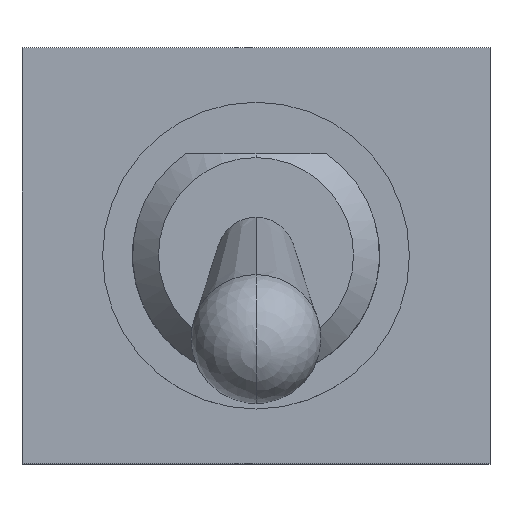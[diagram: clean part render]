
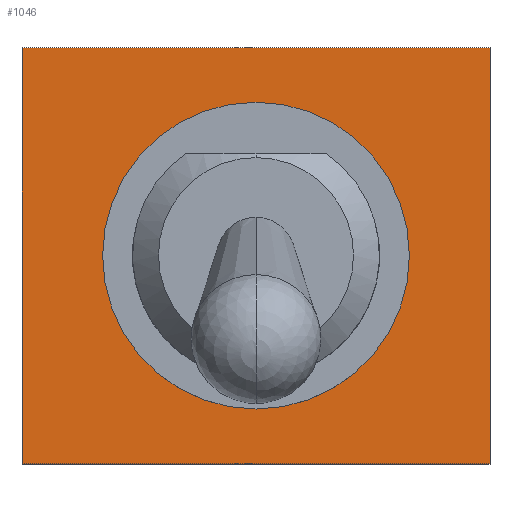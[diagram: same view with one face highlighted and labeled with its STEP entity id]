
A CAD part, top view. The second image highlights one B-rep face of the part: STEP entity #1046.
In plain terms, the highlighted planar face has unit normal (0, 0, 1).
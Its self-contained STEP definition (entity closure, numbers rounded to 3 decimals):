
#103=CARTESIAN_POINT('',(0.,0.,-13.716));
#104=DIRECTION('',(0.,0.,-1.));
#105=DIRECTION('',(1.,0.,0.));
#106=AXIS2_PLACEMENT_3D('',#103,#104,#105);
#108=CARTESIAN_POINT('',(0.,0.,-13.716));
#109=DIRECTION('',(0.,0.,-1.));
#110=DIRECTION('',(-1.,0.,0.));
#111=AXIS2_PLACEMENT_3D('',#108,#109,#110);
#113=DIRECTION('',(1.,0.,0.));
#114=VECTOR('',#113,9.144);
#115=CARTESIAN_POINT('',(-4.572,4.064,-13.716));
#116=LINE('',#115,#114);
#121=DIRECTION('',(0.,1.,0.));
#122=VECTOR('',#121,8.128);
#123=CARTESIAN_POINT('',(-4.572,-4.064,-13.716));
#124=LINE('',#123,#122);
#129=DIRECTION('',(-1.,0.,0.));
#130=VECTOR('',#129,9.144);
#131=CARTESIAN_POINT('',(4.572,-4.064,-13.716));
#132=LINE('',#131,#130);
#137=DIRECTION('',(0.,-1.,0.));
#138=VECTOR('',#137,8.128);
#139=CARTESIAN_POINT('',(4.572,4.064,-13.716));
#140=LINE('',#139,#138);
#803=CARTESIAN_POINT('',(2.997,0.,-13.716));
#804=CARTESIAN_POINT('',(-2.997,0.,-13.716));
#805=VERTEX_POINT('',#803);
#806=VERTEX_POINT('',#804);
#880=CARTESIAN_POINT('',(-4.572,4.064,-13.716));
#881=CARTESIAN_POINT('',(4.572,4.064,-13.716));
#882=VERTEX_POINT('',#880);
#883=VERTEX_POINT('',#881);
#884=CARTESIAN_POINT('',(4.572,-4.064,-13.716));
#885=VERTEX_POINT('',#884);
#886=CARTESIAN_POINT('',(-4.572,-4.064,-13.716));
#887=VERTEX_POINT('',#886);
#1027=CARTESIAN_POINT('',(0.,0.,-13.716));
#1028=DIRECTION('',(0.,0.,1.));
#1029=DIRECTION('',(1.,0.,0.));
#1030=AXIS2_PLACEMENT_3D('',#1027,#1028,#1029);
#1031=PLANE('',#1030);
#1033=ORIENTED_EDGE('',*,*,#1032,.T.);
#1035=ORIENTED_EDGE('',*,*,#1034,.T.);
#1037=ORIENTED_EDGE('',*,*,#1036,.T.);
#1039=ORIENTED_EDGE('',*,*,#1038,.T.);
#1040=EDGE_LOOP('',(#1033,#1035,#1037,#1039));
#1041=FACE_OUTER_BOUND('',#1040,.F.);
#1042=ORIENTED_EDGE('',*,*,#1006,.F.);
#1043=ORIENTED_EDGE('',*,*,#1022,.F.);
#1044=EDGE_LOOP('',(#1042,#1043));
#1045=FACE_BOUND('',#1044,.F.);
#107=CIRCLE('',#106,2.997);
#112=CIRCLE('',#111,2.997);
#1006=EDGE_CURVE('',#805,#806,#107,.T.);
#1022=EDGE_CURVE('',#806,#805,#112,.T.);
#1032=EDGE_CURVE('',#882,#883,#116,.T.);
#1034=EDGE_CURVE('',#883,#885,#140,.T.);
#1036=EDGE_CURVE('',#885,#887,#132,.T.);
#1038=EDGE_CURVE('',#887,#882,#124,.T.);
#1046=ADVANCED_FACE('',(#1041,#1045),#1031,.T.);
